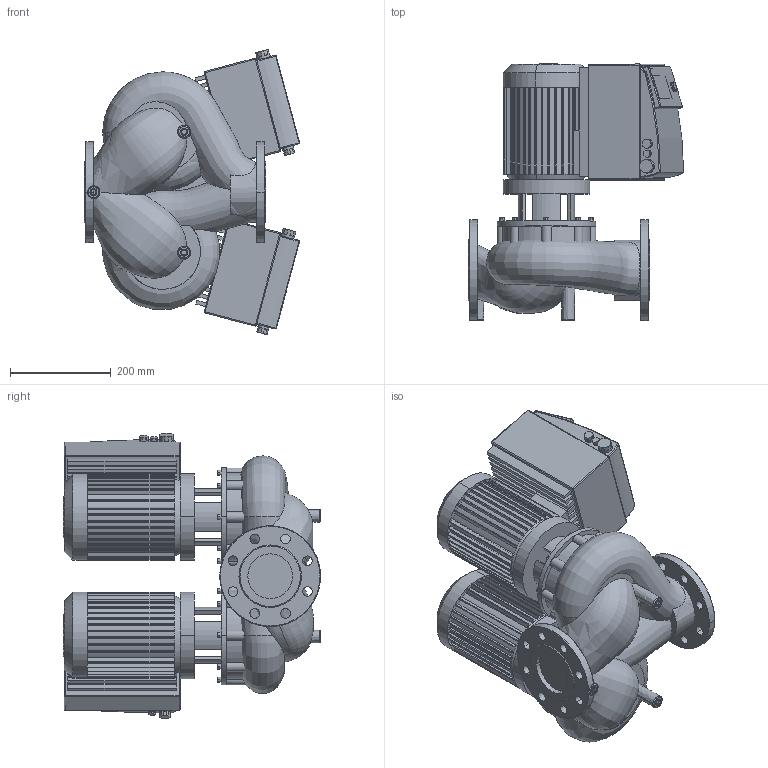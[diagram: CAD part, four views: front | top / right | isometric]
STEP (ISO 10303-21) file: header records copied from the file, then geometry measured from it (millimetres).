
FILE_DESCRIPTION((''),'2;1');
FILE_NAME('3d_DP-E80_115-2_2_2-IE4-2158954.stp','2016-08-05T07:36:11',(''),(''),'Mechanical Desktop 2009','Mechanical Desktop 2009',', , ');
FILE_SCHEMA(('CONFIG_CONTROL_DESIGN'));
Length unit declared in the file: millimetre
Products named in the file (1): Product
Bounding box: 427.31 x 510.5 x 566.47 mm (x, y, z)
Volume: 39841400.2 mm3; surface area: 2077620.5 mm2
Topology: 21 solids, 21 shells, 1461 faces, 3803 edges, 2431 vertices
Faces by surface type: plane 776, bspline 313, cylinder 310, sphere 36, torus 16, cone 10
Entity records: 62718 total; most frequent: CARTESIAN_POINT 27253, ORIENTED_EDGE 7526, DIRECTION 7072, EDGE_CURVE 3763, VERTEX_POINT 2429, VECTOR 2408, LINE 2408, AXIS2_PLACEMENT_3D 2332
